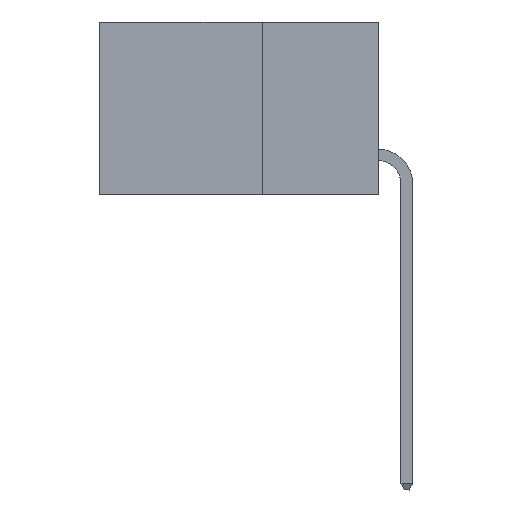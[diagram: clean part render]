
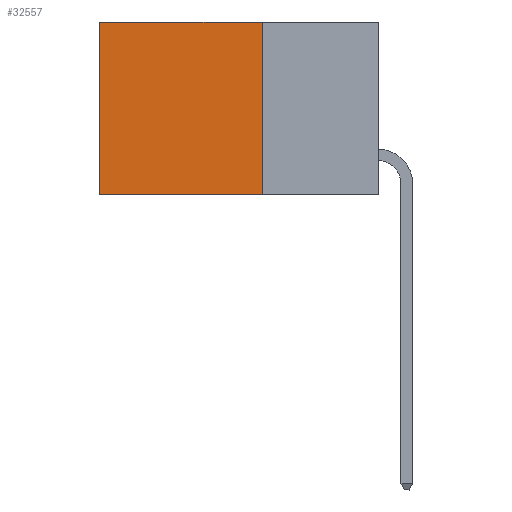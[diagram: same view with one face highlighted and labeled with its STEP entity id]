
A CAD part, left-side view. The second image highlights one B-rep face of the part: STEP entity #32557.
In plain terms, the highlighted planar face has unit normal (-1, 0, 0).
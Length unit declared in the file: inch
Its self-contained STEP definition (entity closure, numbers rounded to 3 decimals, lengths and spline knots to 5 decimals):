
#156 = LINE ( 'NONE', #32290, #19179 ) ;
#547 = CARTESIAN_POINT ( 'NONE',  ( 0.298, 0.25, -0.37 ) ) ;
#1982 = VERTEX_POINT ( 'NONE', #32132 ) ;
#2639 = CARTESIAN_POINT ( 'NONE',  ( 0.298, 0.25, 0. ) ) ;
#3153 = DIRECTION ( 'NONE',  ( 0., 1., 0. ) ) ;
#4290 = ORIENTED_EDGE ( 'NONE', *, *, #26121, .T. ) ;
#5239 = DIRECTION ( 'NONE',  ( 1., 0., 0. ) ) ;
#5435 = VERTEX_POINT ( 'NONE', #27180 ) ;
#5984 = EDGE_LOOP ( 'NONE', ( #4290, #29674, #11564, #10712 ) ) ;
#10545 = VECTOR ( 'NONE', #19300, 39.37008 ) ;
#10712 = ORIENTED_EDGE ( 'NONE', *, *, #12918, .T. ) ;
#11564 = ORIENTED_EDGE ( 'NONE', *, *, #23801, .F. ) ;
#12272 = LINE ( 'NONE', #13039, #32443 ) ;
#12469 = VERTEX_POINT ( 'NONE', #27669 ) ;
#12918 = EDGE_CURVE ( 'NONE', #21780, #5435, #31554, .T. ) ;
#13039 = CARTESIAN_POINT ( 'NONE',  ( 0.298, 0.6, 0. ) ) ;
#14133 = CARTESIAN_POINT ( 'NONE',  ( 0.298, 0.25, 0. ) ) ;
#14725 = DIRECTION ( 'NONE',  ( 0., 0., -1. ) ) ;
#18133 = PLANE ( 'NONE',  #18215 ) ;
#18215 = AXIS2_PLACEMENT_3D ( 'NONE', #2639, #5239, #23271 ) ;
#19179 = VECTOR ( 'NONE', #14725, 39.37008 ) ;
#19300 = DIRECTION ( 'NONE',  ( 0., 1., 0. ) ) ;
#21780 = VERTEX_POINT ( 'NONE', #29507 ) ;
#23271 = DIRECTION ( 'NONE',  ( 0., 0., -1. ) ) ;
#23801 = EDGE_CURVE ( 'NONE', #21780, #12469, #156, .T. ) ;
#25304 = FACE_OUTER_BOUND ( 'NONE', #5984, .T. ) ;
#25788 = DIRECTION ( 'NONE',  ( 0., 0., -1. ) ) ;
#26121 = EDGE_CURVE ( 'NONE', #5435, #1982, #12272, .T. ) ;
#27180 = CARTESIAN_POINT ( 'NONE',  ( 0.298, 0.6, 0. ) ) ;
#27669 = CARTESIAN_POINT ( 'NONE',  ( 0.298, 0.25, -0.37 ) ) ;
#28448 = VECTOR ( 'NONE', #3153, 39.37008 ) ;
#29219 = LINE ( 'NONE', #547, #28448 ) ;
#29507 = CARTESIAN_POINT ( 'NONE',  ( 0.298, 0.25, 0. ) ) ;
#29674 = ORIENTED_EDGE ( 'NONE', *, *, #31394, .F. ) ;
#31394 = EDGE_CURVE ( 'NONE', #12469, #1982, #29219, .T. ) ;
#31554 = LINE ( 'NONE', #14133, #10545 ) ;
#32132 = CARTESIAN_POINT ( 'NONE',  ( 0.298, 0.6, -0.37 ) ) ;
#32290 = CARTESIAN_POINT ( 'NONE',  ( 0.298, 0.25, 0. ) ) ;
#32443 = VECTOR ( 'NONE', #25788, 39.37008 ) ;
#32557 = ADVANCED_FACE ( 'NONE', ( #25304 ), #18133, .F. ) ;
